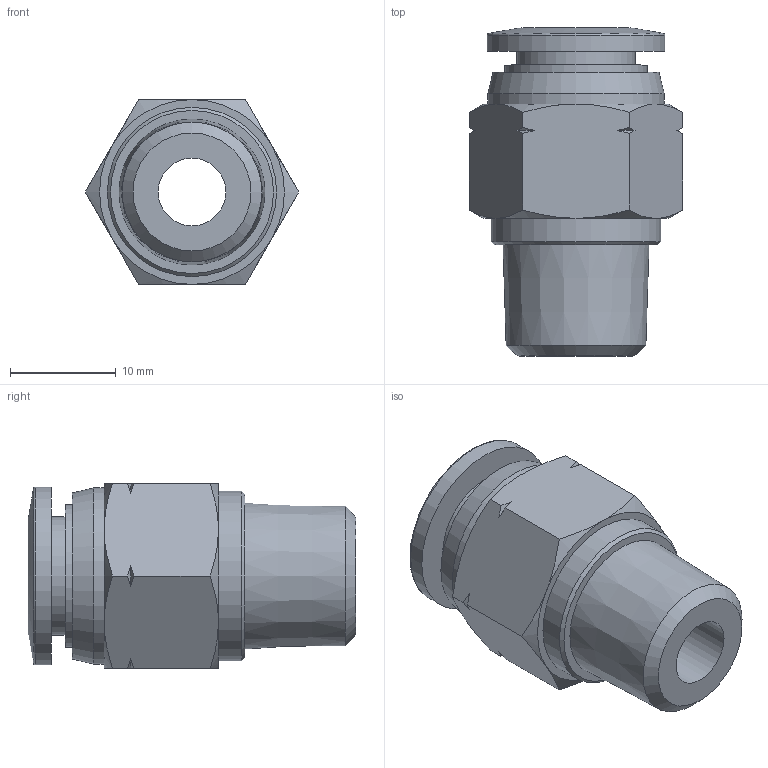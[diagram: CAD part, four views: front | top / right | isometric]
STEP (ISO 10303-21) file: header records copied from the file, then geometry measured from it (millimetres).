
FILE_DESCRIPTION((''),'2;1');
FILE_NAME('CDC Products 3D Ass''PC3-8--N02.stp','2010-05-03T13:33:08',('Microsoft'),(''),'Autodesk Inventor 2008','Autodesk Inventor 2008','');
FILE_SCHEMA(('AUTOMOTIVE_DESIGN { 1 0 10303 214 1 1 1 1 }'));
Length unit declared in the file: millimetre
Products named in the file (1): PC3-8--N02
Bounding box: 20.16 x 31 x 17.46 mm (x, y, z)
Volume: 4275.2 mm3; surface area: 2984.3 mm2
Topology: 1 solids, 1 shells, 53 faces, 115 edges, 70 vertices
Faces by surface type: cone 30, plane 14, cylinder 7, torus 2
Full cylindrical faces by diameter (mm): 6.4 x1, 9.8 x1, 11.2 x1, 13.5 x1, 16 x1, 16.65 x1, 16.8 x1
Entity records: 1336 total; most frequent: CARTESIAN_POINT 320, DIRECTION 200, ORIENTED_EDGE 200, EDGE_CURVE 100, AXIS2_PLACEMENT_3D 94, EDGE_LOOP 76, VERTEX_POINT 70, FACE_OUTER_BOUND 53
